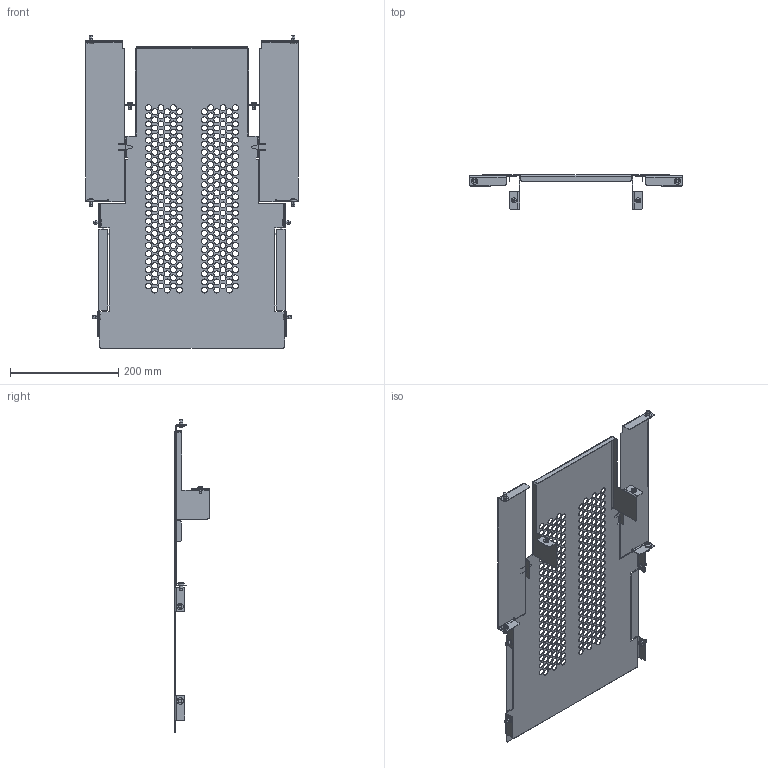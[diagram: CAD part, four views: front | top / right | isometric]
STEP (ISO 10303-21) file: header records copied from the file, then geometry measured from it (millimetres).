
FILE_DESCRIPTION(('STEP AP214'),'1');
FILE_NAME('cctmp_BEF0397A-6DD8-400B-9C73-0FB986B4B356_2024_11_29_08_09_01_0960..stp','2024-11-29T07:09:03',('SIEMENS A&D'),('CADClick - www.CADClick.com'),'Spatial InterOp 3D',' ','unknown authorization');
FILE_SCHEMA(('AUTOMOTIVE_DESIGN'));
Length unit declared in the file: millimetre
Products named in the file (1): 1
Bounding box: 393 x 64 x 578 mm (x, y, z)
Volume: 199596.4 mm3; surface area: 405297.8 mm2
Topology: 3 solids, 3 shells, 1190 faces, 3286 edges, 2148 vertices
Faces by surface type: cylinder 894, plane 266, cone 20, sphere 10
Entity records: 49466 total; most frequent: DIRECTION 7508, CARTESIAN_POINT 6627, ORIENTED_EDGE 6572, EDGE_CURVE 3286, AXIS2_PLACEMENT_3D 3029, VERTEX_POINT 2148, CIRCLE 1836, EDGE_LOOP 1804
